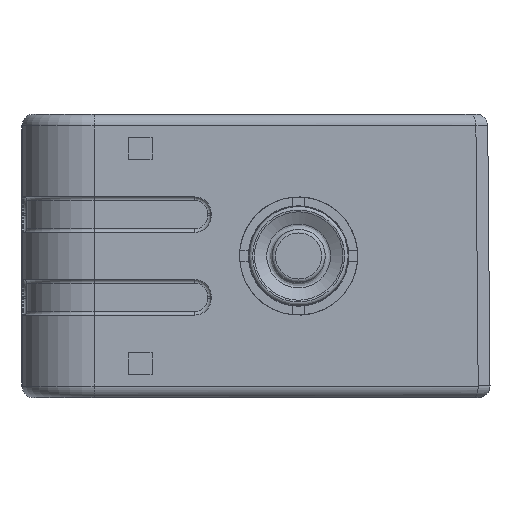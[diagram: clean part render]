
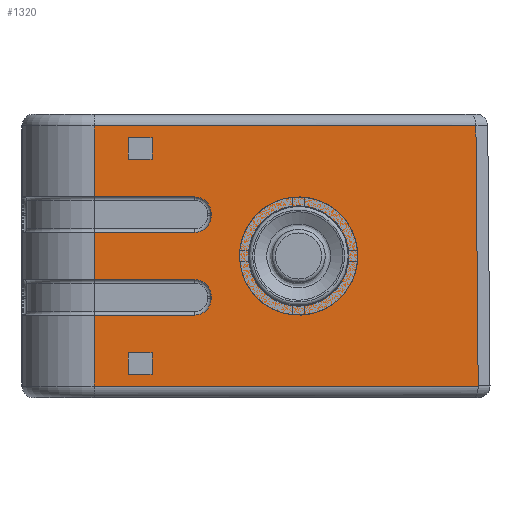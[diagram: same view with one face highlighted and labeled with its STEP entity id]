
A CAD part, front view. The second image highlights one B-rep face of the part: STEP entity #1320.
In plain terms, the highlighted planar face has unit normal (0, -1, 0).
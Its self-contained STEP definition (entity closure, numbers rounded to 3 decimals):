
#1026=FACE_BOUND('',#3370,.T.);
#1027=FACE_BOUND('',#3371,.T.);
#1028=FACE_BOUND('',#3372,.T.);
#1029=FACE_BOUND('',#3373,.T.);
#1208=ELLIPSE('',#17076,0.707,0.5);
#1320=ADVANCED_FACE('',(#1026,#1027,#1028,#1029),#2247,.F.);
#2247=PLANE('',#17077);
#3370=EDGE_LOOP('',(#5919,#5920,#5921,#5922));
#3371=EDGE_LOOP('',(#5923));
#3372=EDGE_LOOP('',(#5924,#5925,#5926,#5927,#5928,#5929,#5930,#5931,#5932,
#5933,#5934,#5935,#5936,#5937,#5938,#5939,#5940));
#3373=EDGE_LOOP('',(#5941,#5942,#5943,#5944));
#5919=ORIENTED_EDGE('',*,*,#12632,.F.);
#5920=ORIENTED_EDGE('',*,*,#12633,.F.);
#5921=ORIENTED_EDGE('',*,*,#12634,.F.);
#5922=ORIENTED_EDGE('',*,*,#12635,.F.);
#5923=ORIENTED_EDGE('',*,*,#12636,.T.);
#5924=ORIENTED_EDGE('',*,*,#12629,.T.);
#5925=ORIENTED_EDGE('',*,*,#12637,.T.);
#5926=ORIENTED_EDGE('',*,*,#12638,.T.);
#5927=ORIENTED_EDGE('',*,*,#12639,.F.);
#5928=ORIENTED_EDGE('',*,*,#12640,.T.);
#5929=ORIENTED_EDGE('',*,*,#12641,.F.);
#5930=ORIENTED_EDGE('',*,*,#12620,.T.);
#5931=ORIENTED_EDGE('',*,*,#12642,.F.);
#5932=ORIENTED_EDGE('',*,*,#12643,.T.);
#5933=ORIENTED_EDGE('',*,*,#12644,.F.);
#5934=ORIENTED_EDGE('',*,*,#12645,.T.);
#5935=ORIENTED_EDGE('',*,*,#12646,.T.);
#5936=ORIENTED_EDGE('',*,*,#12647,.T.);
#5937=ORIENTED_EDGE('',*,*,#12648,.T.);
#5938=ORIENTED_EDGE('',*,*,#12649,.T.);
#5939=ORIENTED_EDGE('',*,*,#12650,.T.);
#5940=ORIENTED_EDGE('',*,*,#12651,.T.);
#5941=ORIENTED_EDGE('',*,*,#12652,.F.);
#5942=ORIENTED_EDGE('',*,*,#12653,.F.);
#5943=ORIENTED_EDGE('',*,*,#12654,.F.);
#5944=ORIENTED_EDGE('',*,*,#12655,.F.);
#10855=VERTEX_POINT('',#27610);
#10856=VERTEX_POINT('',#27611);
#10863=VERTEX_POINT('',#27628);
#10865=VERTEX_POINT('',#27631);
#10867=VERTEX_POINT('',#27637);
#10868=VERTEX_POINT('',#27638);
#10869=VERTEX_POINT('',#27640);
#10870=VERTEX_POINT('',#27642);
#10871=VERTEX_POINT('',#27645);
#10872=VERTEX_POINT('',#27647);
#10873=VERTEX_POINT('',#27649);
#10874=VERTEX_POINT('',#27651);
#10875=VERTEX_POINT('',#27653);
#10876=VERTEX_POINT('',#27656);
#10877=VERTEX_POINT('',#27658);
#10878=VERTEX_POINT('',#27660);
#10879=VERTEX_POINT('',#27662);
#10880=VERTEX_POINT('',#27664);
#10881=VERTEX_POINT('',#27666);
#10882=VERTEX_POINT('',#27668);
#10883=VERTEX_POINT('',#27670);
#10884=VERTEX_POINT('',#27672);
#10885=VERTEX_POINT('',#27675);
#10886=VERTEX_POINT('',#27676);
#10887=VERTEX_POINT('',#27678);
#10888=VERTEX_POINT('',#27680);
#12620=EDGE_CURVE('',#10855,#10856,#15082,.T.);
#12629=EDGE_CURVE('',#10865,#10863,#15086,.T.);
#12632=EDGE_CURVE('',#10867,#10868,#15088,.T.);
#12633=EDGE_CURVE('',#10869,#10867,#15089,.T.);
#12634=EDGE_CURVE('',#10870,#10869,#15090,.T.);
#12635=EDGE_CURVE('',#10868,#10870,#15091,.T.);
#12636=EDGE_CURVE('',#10871,#10871,#16211,.T.);
#12637=EDGE_CURVE('',#10863,#10872,#15092,.T.);
#12638=EDGE_CURVE('',#10872,#10873,#16212,.T.);
#12639=EDGE_CURVE('',#10874,#10873,#15093,.T.);
#12640=EDGE_CURVE('',#10874,#10875,#16213,.T.);
#12641=EDGE_CURVE('',#10855,#10875,#15094,.T.);
#12642=EDGE_CURVE('',#10876,#10856,#15095,.T.);
#12643=EDGE_CURVE('',#10876,#10877,#16214,.T.);
#12644=EDGE_CURVE('',#10878,#10877,#15096,.T.);
#12645=EDGE_CURVE('',#10878,#10879,#16215,.T.);
#12646=EDGE_CURVE('',#10879,#10880,#15097,.T.);
#12647=EDGE_CURVE('',#10880,#10881,#15098,.T.);
#12648=EDGE_CURVE('',#10881,#10882,#15099,.T.);
#12649=EDGE_CURVE('',#10882,#10883,#1208,.T.);
#12650=EDGE_CURVE('',#10883,#10884,#15100,.T.);
#12651=EDGE_CURVE('',#10884,#10865,#15101,.T.);
#12652=EDGE_CURVE('',#10885,#10886,#15102,.T.);
#12653=EDGE_CURVE('',#10887,#10885,#15103,.T.);
#12654=EDGE_CURVE('',#10888,#10887,#15104,.T.);
#12655=EDGE_CURVE('',#10886,#10888,#15105,.T.);
#15082=LINE('',#27609,#15631);
#15086=LINE('',#27630,#15635);
#15088=LINE('',#27636,#15637);
#15089=LINE('',#27639,#15638);
#15090=LINE('',#27641,#15639);
#15091=LINE('',#27643,#15640);
#15092=LINE('',#27646,#15641);
#15093=LINE('',#27650,#15642);
#15094=LINE('',#27654,#15643);
#15095=LINE('',#27655,#15644);
#15096=LINE('',#27659,#15645);
#15097=LINE('',#27663,#15646);
#15098=LINE('',#27665,#15647);
#15099=LINE('',#27667,#15648);
#15100=LINE('',#27671,#15649);
#15101=LINE('',#27673,#15650);
#15102=LINE('',#27674,#15651);
#15103=LINE('',#27677,#15652);
#15104=LINE('',#27679,#15653);
#15105=LINE('',#27681,#15654);
#15631=VECTOR('',#18652,1.);
#15635=VECTOR('',#18670,1.);
#15637=VECTOR('',#18676,1.);
#15638=VECTOR('',#18677,1.);
#15639=VECTOR('',#18678,1.);
#15640=VECTOR('',#18679,1.);
#15641=VECTOR('',#18682,1.);
#15642=VECTOR('',#18685,1.);
#15643=VECTOR('',#18688,1.);
#15644=VECTOR('',#18689,1.);
#15645=VECTOR('',#18692,1.);
#15646=VECTOR('',#18695,1.);
#15647=VECTOR('',#18696,1.);
#15648=VECTOR('',#18697,1.);
#15649=VECTOR('',#18700,1.);
#15650=VECTOR('',#18701,1.);
#15651=VECTOR('',#18702,1.);
#15652=VECTOR('',#18703,1.);
#15653=VECTOR('',#18704,1.);
#15654=VECTOR('',#18705,1.);
#16211=CIRCLE('',#17071,1.5);
#16212=CIRCLE('',#17072,0.7);
#16213=CIRCLE('',#17073,0.7);
#16214=CIRCLE('',#17074,0.7);
#16215=CIRCLE('',#17075,0.7);
#17071=AXIS2_PLACEMENT_3D('',#27644,#18680,#18681);
#17072=AXIS2_PLACEMENT_3D('',#27648,#18683,#18684);
#17073=AXIS2_PLACEMENT_3D('',#27652,#18686,#18687);
#17074=AXIS2_PLACEMENT_3D('',#27657,#18690,#18691);
#17075=AXIS2_PLACEMENT_3D('',#27661,#18693,#18694);
#17076=AXIS2_PLACEMENT_3D('',#27669,#18698,#18699);
#17077=AXIS2_PLACEMENT_3D('',#27682,#18706,#18707);
#18652=DIRECTION('',(0.,0.,-1.));
#18670=DIRECTION('',(0.,0.,-1.));
#18676=DIRECTION('',(0.,0.,-1.));
#18677=DIRECTION('',(-1.,0.,0.));
#18678=DIRECTION('',(0.,0.,1.));
#18679=DIRECTION('',(1.,0.,0.));
#18680=DIRECTION('',(0.,1.,0.));
#18681=DIRECTION('',(1.,0.,0.));
#18682=DIRECTION('',(1.,0.,0.));
#18683=DIRECTION('',(0.,1.,0.));
#18684=DIRECTION('',(-1.,0.,0.));
#18685=DIRECTION('',(0.,0.,1.));
#18686=DIRECTION('',(0.,1.,0.));
#18687=DIRECTION('',(-1.,0.,0.));
#18688=DIRECTION('',(1.,0.,0.));
#18689=DIRECTION('',(-1.,0.,0.));
#18690=DIRECTION('',(0.,1.,0.));
#18691=DIRECTION('',(-1.,0.,0.));
#18692=DIRECTION('',(0.,0.,1.));
#18693=DIRECTION('',(0.,1.,0.));
#18694=DIRECTION('',(-1.,0.,0.));
#18695=DIRECTION('',(-1.,0.,0.));
#18696=DIRECTION('',(0.,0.,-1.));
#18697=DIRECTION('',(1.,0.,0.));
#18698=DIRECTION('',(0.,-1.,0.));
#18699=DIRECTION('',(1.,0.,0.));
#18700=DIRECTION('',(-0.009,0.,1.));
#18701=DIRECTION('',(-1.,0.,0.));
#18702=DIRECTION('',(0.,0.,-1.));
#18703=DIRECTION('',(-1.,0.,0.));
#18704=DIRECTION('',(0.,0.,1.));
#18705=DIRECTION('',(1.,0.,0.));
#18706=DIRECTION('',(0.,1.,0.));
#18707=DIRECTION('',(1.,0.,0.));
#27609=CARTESIAN_POINT('',(-6.45,-15.75,6.));
#27610=CARTESIAN_POINT('',(-6.45,-15.75,1.));
#27611=CARTESIAN_POINT('',(-6.45,-15.75,-1.));
#27628=CARTESIAN_POINT('',(-6.45,-15.75,2.5));
#27630=CARTESIAN_POINT('',(-6.45,-15.75,6.));
#27631=CARTESIAN_POINT('',(-6.45,-15.75,5.5));
#27636=CARTESIAN_POINT('',(-5.,-15.75,5.));
#27637=CARTESIAN_POINT('',(-5.,-15.75,5.));
#27638=CARTESIAN_POINT('',(-5.,-15.75,4.1));
#27639=CARTESIAN_POINT('',(-4.,-15.75,5.));
#27640=CARTESIAN_POINT('',(-4.,-15.75,5.));
#27641=CARTESIAN_POINT('',(-4.,-15.75,4.1));
#27642=CARTESIAN_POINT('',(-4.,-15.75,4.1));
#27643=CARTESIAN_POINT('',(-5.,-15.75,4.1));
#27644=CARTESIAN_POINT('',(2.2,-15.75,0.));
#27645=CARTESIAN_POINT('',(3.7,-15.75,0.));
#27646=CARTESIAN_POINT('',(-9.5,-15.75,2.5));
#27647=CARTESIAN_POINT('',(-2.2,-15.75,2.5));
#27648=CARTESIAN_POINT('',(-2.2,-15.75,1.8));
#27649=CARTESIAN_POINT('',(-1.5,-15.75,1.8));
#27650=CARTESIAN_POINT('',(-1.5,-15.75,6.));
#27651=CARTESIAN_POINT('',(-1.5,-15.75,1.7));
#27652=CARTESIAN_POINT('',(-2.2,-15.75,1.7));
#27653=CARTESIAN_POINT('',(-2.2,-15.75,1.));
#27654=CARTESIAN_POINT('',(-9.5,-15.75,1.));
#27655=CARTESIAN_POINT('',(-9.5,-15.75,-1.));
#27656=CARTESIAN_POINT('',(-2.2,-15.75,-1.));
#27657=CARTESIAN_POINT('',(-2.2,-15.75,-1.7));
#27658=CARTESIAN_POINT('',(-1.5,-15.75,-1.7));
#27659=CARTESIAN_POINT('',(-1.5,-15.75,6.));
#27660=CARTESIAN_POINT('',(-1.5,-15.75,-1.8));
#27661=CARTESIAN_POINT('',(-2.2,-15.75,-1.8));
#27662=CARTESIAN_POINT('',(-2.2,-15.75,-2.5));
#27663=CARTESIAN_POINT('',(-9.5,-15.75,-2.5));
#27664=CARTESIAN_POINT('',(-6.45,-15.75,-2.5));
#27665=CARTESIAN_POINT('',(-6.45,-15.75,6.));
#27666=CARTESIAN_POINT('',(-6.45,-15.75,-5.5));
#27667=CARTESIAN_POINT('',(-9.5,-15.75,-5.5));
#27668=CARTESIAN_POINT('',(9.796,-15.75,-5.5));
#27669=CARTESIAN_POINT('',(9.088,-15.75,-5.5));
#27670=CARTESIAN_POINT('',(9.796,-15.75,-5.497));
#27671=CARTESIAN_POINT('',(9.694,-15.75,6.168));
#27672=CARTESIAN_POINT('',(9.7,-15.75,5.5));
#27673=CARTESIAN_POINT('',(-6.45,-15.75,5.5));
#27674=CARTESIAN_POINT('',(-5.,-15.75,-4.1));
#27675=CARTESIAN_POINT('',(-5.,-15.75,-4.1));
#27676=CARTESIAN_POINT('',(-5.,-15.75,-5.));
#27677=CARTESIAN_POINT('',(-4.,-15.75,-4.1));
#27678=CARTESIAN_POINT('',(-4.,-15.75,-4.1));
#27679=CARTESIAN_POINT('',(-4.,-15.75,-5.));
#27680=CARTESIAN_POINT('',(-4.,-15.75,-5.));
#27681=CARTESIAN_POINT('',(-5.,-15.75,-5.));
#27682=CARTESIAN_POINT('',(-9.5,-15.75,6.));
